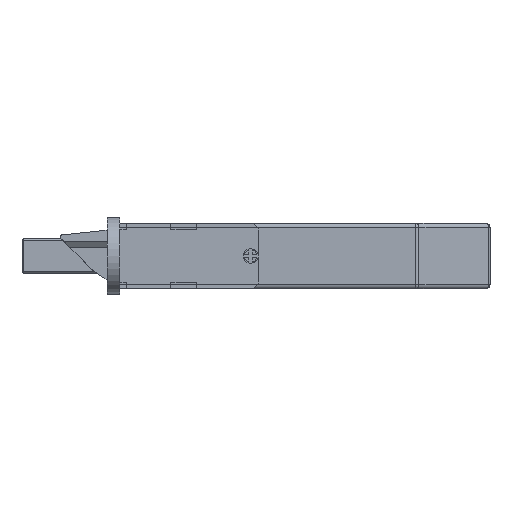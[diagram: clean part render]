
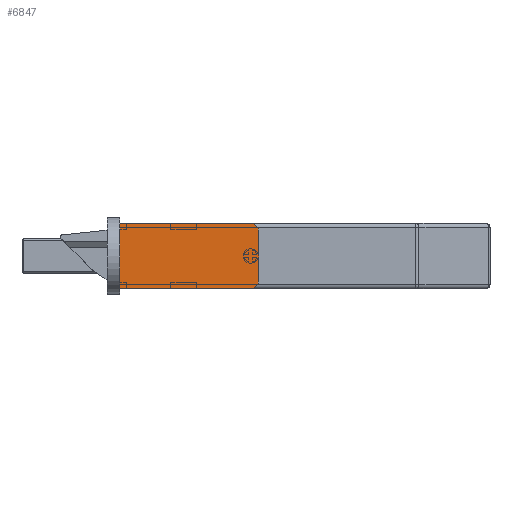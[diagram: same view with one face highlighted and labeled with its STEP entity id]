
A CAD part, front view. The second image highlights one B-rep face of the part: STEP entity #6847.
In plain terms, the highlighted face is planar.
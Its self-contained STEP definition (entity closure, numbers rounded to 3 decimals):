
#9 = VECTOR ( 'NONE', #3223, 1000. ) ;
#26 = LINE ( 'NONE', #1660, #9 ) ;
#506 = CARTESIAN_POINT ( 'NONE',  ( -16.3, 0.75, 7.75 ) ) ;
#575 = EDGE_LOOP ( 'NONE', ( #8378, #2346, #3678, #6559, #8097, #2430 ) ) ;
#579 = CARTESIAN_POINT ( 'NONE',  ( -14.3, 0.75, 5.75 ) ) ;
#1223 = DIRECTION ( 'NONE',  ( -1., 0., 0. ) ) ;
#1286 = CARTESIAN_POINT ( 'NONE',  ( 16.3, 0.75, -7.75 ) ) ;
#1660 = CARTESIAN_POINT ( 'NONE',  ( -16.3, 0.75, -7.75 ) ) ;
#1688 = DIRECTION ( 'NONE',  ( 0., 0., 1. ) ) ;
#1923 = FACE_OUTER_BOUND ( 'NONE', #575, .T. ) ;
#2021 = EDGE_CURVE ( 'NONE', #5213, #4264, #9049, .T. ) ;
#2346 = ORIENTED_EDGE ( 'NONE', *, *, #2470, .T. ) ;
#2430 = ORIENTED_EDGE ( 'NONE', *, *, #7092, .T. ) ;
#2470 = EDGE_CURVE ( 'NONE', #9361, #3483, #6176, .T. ) ;
#2959 = DIRECTION ( 'NONE',  ( 0., 1., 0. ) ) ;
#3047 = DIRECTION ( 'NONE',  ( 0., 1., 0. ) ) ;
#3177 = EDGE_CURVE ( 'NONE', #3483, #5213, #6002, .T. ) ;
#3223 = DIRECTION ( 'NONE',  ( 0., 0., 1. ) ) ;
#3419 = CARTESIAN_POINT ( 'NONE',  ( -16.3, 0.75, 5.75 ) ) ;
#3483 = VERTEX_POINT ( 'NONE', #8502 ) ;
#3531 = VECTOR ( 'NONE', #4400, 1000. ) ;
#3615 = CARTESIAN_POINT ( 'NONE',  ( 16.3, 0.75, -7.75 ) ) ;
#3658 = DIRECTION ( 'NONE',  ( 1., 0., 0. ) ) ;
#3678 = ORIENTED_EDGE ( 'NONE', *, *, #3177, .T. ) ;
#3841 = CIRCLE ( 'NONE', #9613, 2. ) ;
#4120 = CARTESIAN_POINT ( 'NONE',  ( -16.3, 0.75, -5.75 ) ) ;
#4264 = VERTEX_POINT ( 'NONE', #1286 ) ;
#4400 = DIRECTION ( 'NONE',  ( 0., 0., -1. ) ) ;
#4599 = VECTOR ( 'NONE', #1223, 1000. ) ;
#4781 = EDGE_CURVE ( 'NONE', #4264, #9525, #7438, .T. ) ;
#4923 = VECTOR ( 'NONE', #3658, 1000. ) ;
#5051 = PLANE ( 'NONE',  #8452 ) ;
#5213 = VERTEX_POINT ( 'NONE', #6381 ) ;
#5723 = VERTEX_POINT ( 'NONE', #4120 ) ;
#5919 = DIRECTION ( 'NONE',  ( 0., 0., 1. ) ) ;
#6002 = LINE ( 'NONE', #506, #4923 ) ;
#6176 = CIRCLE ( 'NONE', #9130, 2. ) ;
#6381 = CARTESIAN_POINT ( 'NONE',  ( 16.3, 0.75, 7.75 ) ) ;
#6559 = ORIENTED_EDGE ( 'NONE', *, *, #2021, .T. ) ;
#6847 = ADVANCED_FACE ( 'NONE', ( #1923 ), #5051, .T. ) ;
#7092 = EDGE_CURVE ( 'NONE', #9525, #5723, #3841, .T. ) ;
#7326 = CARTESIAN_POINT ( 'NONE',  ( 0., 0.75, 0. ) ) ;
#7438 = LINE ( 'NONE', #9759, #4599 ) ;
#8097 = ORIENTED_EDGE ( 'NONE', *, *, #4781, .T. ) ;
#8194 = DIRECTION ( 'NONE',  ( 0., 1., 0. ) ) ;
#8378 = ORIENTED_EDGE ( 'NONE', *, *, #9096, .T. ) ;
#8452 = AXIS2_PLACEMENT_3D ( 'NONE', #7326, #8194, #9847 ) ;
#8502 = CARTESIAN_POINT ( 'NONE',  ( -14.3, 0.75, 7.75 ) ) ;
#8581 = CARTESIAN_POINT ( 'NONE',  ( -14.3, 0.75, -5.75 ) ) ;
#8702 = CARTESIAN_POINT ( 'NONE',  ( -14.3, 0.75, -7.75 ) ) ;
#9049 = LINE ( 'NONE', #3615, #3531 ) ;
#9096 = EDGE_CURVE ( 'NONE', #5723, #9361, #26, .T. ) ;
#9130 = AXIS2_PLACEMENT_3D ( 'NONE', #579, #2959, #1688 ) ;
#9361 = VERTEX_POINT ( 'NONE', #3419 ) ;
#9525 = VERTEX_POINT ( 'NONE', #8702 ) ;
#9613 = AXIS2_PLACEMENT_3D ( 'NONE', #8581, #3047, #5919 ) ;
#9759 = CARTESIAN_POINT ( 'NONE',  ( -16.3, 0.75, -7.75 ) ) ;
#9847 = DIRECTION ( 'NONE',  ( 0., 0., 1. ) ) ;
